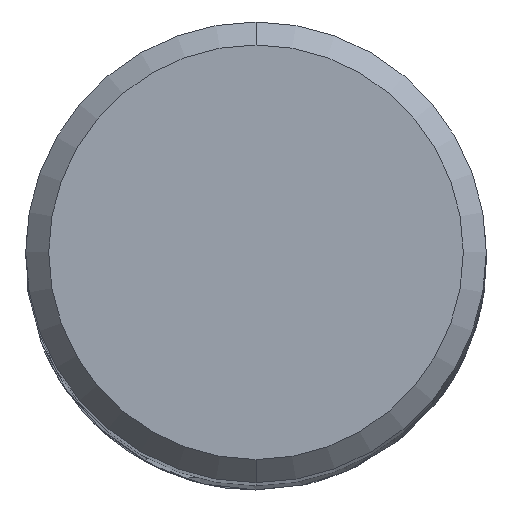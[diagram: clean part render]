
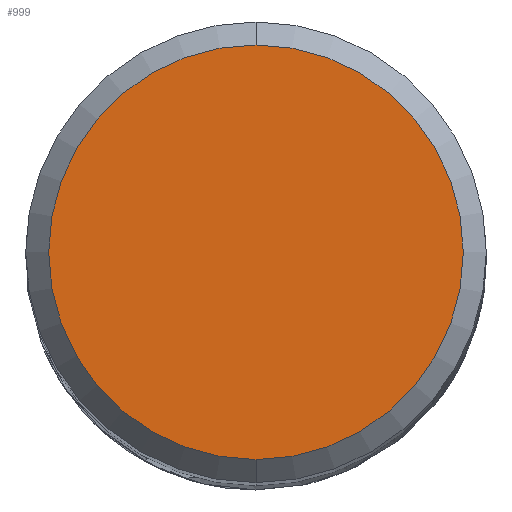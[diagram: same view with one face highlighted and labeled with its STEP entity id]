
A CAD part, top view. The second image highlights one B-rep face of the part: STEP entity #999.
In plain terms, the highlighted planar face has unit normal (0, 0, 1).
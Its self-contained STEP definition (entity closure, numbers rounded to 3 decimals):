
#897=VERTEX_POINT('',#1821);
#935=VERTEX_POINT('',#1863);
#999=ADVANCED_FACE('',(#1934),#1935,.T.);
#1105=EDGE_CURVE('',#935,#897,#2054,.T.);
#1299=EDGE_CURVE('',#897,#935,#2264,.T.);
#1821=CARTESIAN_POINT('',(0.0,5.4,0.0));
#1863=CARTESIAN_POINT('',(0.,-5.4,0.0));
#1934=FACE_OUTER_BOUND('',#8748,.T.);
#1935=PLANE('',#8749);
#2054=CIRCLE('',#10694,5.4);
#2264=CIRCLE('',#12708,5.4);
#8748=EDGE_LOOP('',(#13687,#13688));
#8749=AXIS2_PLACEMENT_3D('',#13689,#13690,#13691);
#10694=AXIS2_PLACEMENT_3D('',#13822,#13823,#13824);
#12708=AXIS2_PLACEMENT_3D('',#13974,#13975,#13976);
#13687=ORIENTED_EDGE('',*,*,#1299,.F.);
#13688=ORIENTED_EDGE('',*,*,#1105,.F.);
#13689=CARTESIAN_POINT('',(0.0,2.7,0.0));
#13690=DIRECTION('',(-0.0,0.0,1.0));
#13691=DIRECTION('',(0.0,-1.0,0.0));
#13822=CARTESIAN_POINT('',(0.0,0.0,0.0));
#13823=DIRECTION('',(0.0,0.0,-1.0));
#13824=DIRECTION('',(0.0,1.0,0.0));
#13974=CARTESIAN_POINT('',(0.0,0.0,0.0));
#13975=DIRECTION('',(0.0,0.0,-1.0));
#13976=DIRECTION('',(0.0,1.0,0.0));
